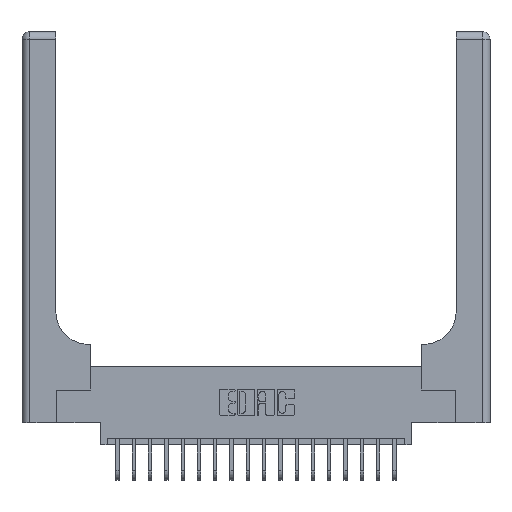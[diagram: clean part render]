
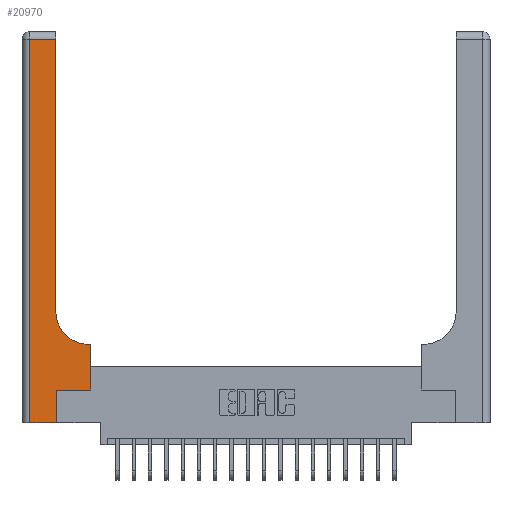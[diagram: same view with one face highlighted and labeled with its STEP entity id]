
A CAD part, top view. The second image highlights one B-rep face of the part: STEP entity #20970.
In plain terms, the highlighted planar face has unit normal (0, 0, 1).
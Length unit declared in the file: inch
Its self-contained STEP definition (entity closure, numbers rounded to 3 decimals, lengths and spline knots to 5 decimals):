
#826 = CARTESIAN_POINT ( 'NONE',  ( 0.06, 3., 0.37 ) ) ;
#982 = VECTOR ( 'NONE', #7920, 39.37008 ) ;
#1013 = DIRECTION ( 'NONE',  ( 1., 0., 0. ) ) ;
#1102 = VERTEX_POINT ( 'NONE', #17895 ) ;
#1312 = DIRECTION ( 'NONE',  ( -1., 0., 0. ) ) ;
#1732 = CARTESIAN_POINT ( 'NONE',  ( 0.51, 0.6, 0.37 ) ) ;
#1971 = DIRECTION ( 'NONE',  ( -1., 0., 0. ) ) ;
#2032 = LINE ( 'NONE', #19209, #10568 ) ;
#2653 = LINE ( 'NONE', #826, #982 ) ;
#2725 = DIRECTION ( 'NONE',  ( 0., 0., -1. ) ) ;
#2801 = LINE ( 'NONE', #21701, #10106 ) ;
#2916 = CARTESIAN_POINT ( 'NONE',  ( 0., 3., 0.37 ) ) ;
#3042 = EDGE_CURVE ( 'NONE', #6022, #18431, #2801, .T. ) ;
#3813 = DIRECTION ( 'NONE',  ( 1., 0., 0. ) ) ;
#3992 = CARTESIAN_POINT ( 'NONE',  ( 0.06, 0., 0.37 ) ) ;
#4035 = ORIENTED_EDGE ( 'NONE', *, *, #20835, .T. ) ;
#4318 = VERTEX_POINT ( 'NONE', #15122 ) ;
#4408 = LINE ( 'NONE', #8287, #21825 ) ;
#4607 = EDGE_LOOP ( 'NONE', ( #15048, #12247, #14757, #18015, #8371, #4035, #20179, #5575, #10640 ) ) ;
#4641 = CARTESIAN_POINT ( 'NONE',  ( 0.26, 0.85, 0.37 ) ) ;
#5575 = ORIENTED_EDGE ( 'NONE', *, *, #3042, .T. ) ;
#5995 = CARTESIAN_POINT ( 'NONE',  ( 0.265, 0.25, 0.37 ) ) ;
#6022 = VERTEX_POINT ( 'NONE', #16289 ) ;
#6372 = PLANE ( 'NONE',  #15280 ) ;
#7180 = VERTEX_POINT ( 'NONE', #5995 ) ;
#7737 = LINE ( 'NONE', #21472, #14020 ) ;
#7920 = DIRECTION ( 'NONE',  ( 0., -1., 0. ) ) ;
#8034 = VECTOR ( 'NONE', #15490, 39.37008 ) ;
#8146 = EDGE_CURVE ( 'NONE', #1102, #7180, #7737, .T. ) ;
#8248 = LINE ( 'NONE', #8586, #8034 ) ;
#8267 = AXIS2_PLACEMENT_3D ( 'NONE', #11405, #2725, #1013 ) ;
#8287 = CARTESIAN_POINT ( 'NONE',  ( 0., 0., 0.37 ) ) ;
#8371 = ORIENTED_EDGE ( 'NONE', *, *, #8146, .T. ) ;
#8586 = CARTESIAN_POINT ( 'NONE',  ( 0.26, 3., 0.37 ) ) ;
#9282 = CARTESIAN_POINT ( 'NONE',  ( 0.265, 0.25, 0.37 ) ) ;
#9563 = CARTESIAN_POINT ( 'NONE',  ( 0.26, 2.94, 0.37 ) ) ;
#9760 = DIRECTION ( 'NONE',  ( -1., 0., 0. ) ) ;
#9878 = VERTEX_POINT ( 'NONE', #3992 ) ;
#9884 = DIRECTION ( 'NONE',  ( 0., 0., -1. ) ) ;
#9945 = EDGE_CURVE ( 'NONE', #18431, #19653, #17983, .T. ) ;
#10106 = VECTOR ( 'NONE', #9760, 39.37008 ) ;
#10506 = DIRECTION ( 'NONE',  ( 0., 1., 0. ) ) ;
#10568 = VECTOR ( 'NONE', #10506, 39.37008 ) ;
#10640 = ORIENTED_EDGE ( 'NONE', *, *, #9945, .T. ) ;
#11405 = CARTESIAN_POINT ( 'NONE',  ( 0.51, 0.85, 0.37 ) ) ;
#12247 = ORIENTED_EDGE ( 'NONE', *, *, #16776, .T. ) ;
#12341 = EDGE_CURVE ( 'NONE', #4318, #9878, #2653, .T. ) ;
#13079 = VECTOR ( 'NONE', #1971, 39.37008 ) ;
#13148 = VERTEX_POINT ( 'NONE', #19268 ) ;
#14020 = VECTOR ( 'NONE', #16669, 39.37008 ) ;
#14547 = VECTOR ( 'NONE', #3813, 39.37008 ) ;
#14757 = ORIENTED_EDGE ( 'NONE', *, *, #12341, .T. ) ;
#15048 = ORIENTED_EDGE ( 'NONE', *, *, #17718, .T. ) ;
#15122 = CARTESIAN_POINT ( 'NONE',  ( 0.06, 2.94, 0.37 ) ) ;
#15280 = AXIS2_PLACEMENT_3D ( 'NONE', #2916, #9884, #1312 ) ;
#15309 = DIRECTION ( 'NONE',  ( 1., 0., 0. ) ) ;
#15490 = DIRECTION ( 'NONE',  ( 0., 1., 0. ) ) ;
#15650 = EDGE_CURVE ( 'NONE', #9878, #1102, #4408, .T. ) ;
#15882 = VERTEX_POINT ( 'NONE', #9563 ) ;
#16289 = CARTESIAN_POINT ( 'NONE',  ( 0.528, 0.6, 0.37 ) ) ;
#16669 = DIRECTION ( 'NONE',  ( 0., 1., 0. ) ) ;
#16776 = EDGE_CURVE ( 'NONE', #15882, #4318, #19386, .T. ) ;
#17571 = CARTESIAN_POINT ( 'NONE',  ( 0., 2.94, 0.37 ) ) ;
#17718 = EDGE_CURVE ( 'NONE', #19653, #15882, #8248, .T. ) ;
#17891 = EDGE_CURVE ( 'NONE', #13148, #6022, #2032, .T. ) ;
#17895 = CARTESIAN_POINT ( 'NONE',  ( 0.265, 0., 0.37 ) ) ;
#17983 = CIRCLE ( 'NONE', #8267, 0.25 ) ;
#18015 = ORIENTED_EDGE ( 'NONE', *, *, #15650, .T. ) ;
#18431 = VERTEX_POINT ( 'NONE', #1732 ) ;
#19209 = CARTESIAN_POINT ( 'NONE',  ( 0.528, 0.25, 0.37 ) ) ;
#19268 = CARTESIAN_POINT ( 'NONE',  ( 0.528, 0.25, 0.37 ) ) ;
#19386 = LINE ( 'NONE', #17571, #13079 ) ;
#19653 = VERTEX_POINT ( 'NONE', #4641 ) ;
#20179 = ORIENTED_EDGE ( 'NONE', *, *, #17891, .T. ) ;
#20204 = FACE_OUTER_BOUND ( 'NONE', #4607, .T. ) ;
#20835 = EDGE_CURVE ( 'NONE', #7180, #13148, #20985, .T. ) ;
#20970 = ADVANCED_FACE ( 'NONE', ( #20204 ), #6372, .F. ) ;
#20985 = LINE ( 'NONE', #9282, #14547 ) ;
#21472 = CARTESIAN_POINT ( 'NONE',  ( 0.265, 0., 0.37 ) ) ;
#21701 = CARTESIAN_POINT ( 'NONE',  ( 0.26, 0.6, 0.37 ) ) ;
#21825 = VECTOR ( 'NONE', #15309, 39.37008 ) ;
